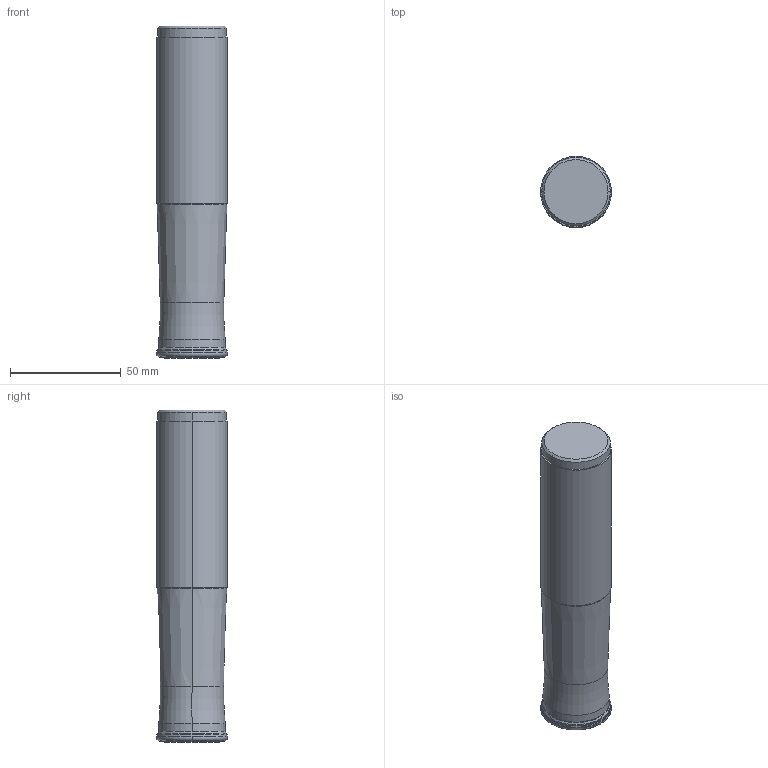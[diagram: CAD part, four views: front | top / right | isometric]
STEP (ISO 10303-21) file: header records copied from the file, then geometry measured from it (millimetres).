
FILE_DESCRIPTION(/* description */ (''),/* implementation_level */ '2;1');
FILE_NAME(/* name */ 'AJX06R325SA32S_MR1_5.stp',/* time_stamp */ '2022-03-28T16:56:34+09:00',/* author */ (''),/* organization */ (''),/* preprocessor_version */ 'ST-DEVELOPER v16',/* originating_system */ 'SIEMENS PLM Software NX 10.0',/* authorisation */ '');
FILE_SCHEMA (('AUTOMOTIVE_DESIGN { 1 0 10303 214 3 1 1 1 }'));
Length unit declared in the file: millimetre
Products named in the file (1): AJX06R325SA32S_MR1_5_ASM
Bounding box: 32 x 32 x 150 mm (x, y, z)
Volume: 115206 mm3; surface area: 17685.6 mm2
Topology: 2 solids, 2 shells, 98 faces, 224 edges, 163 vertices
Faces by surface type: revolution 46, cone 24, torus 16, cylinder 8, plane 4
Entity records: 3601 total; most frequent: CARTESIAN_POINT 1324, DIRECTION 443, ORIENTED_EDGE 388, EDGE_CURVE 194, AXIS2_PLACEMENT_3D 181, CIRCLE 118, B_SPLINE_CURVE_WITH_KNOTS 117, EDGE_LOOP 100
